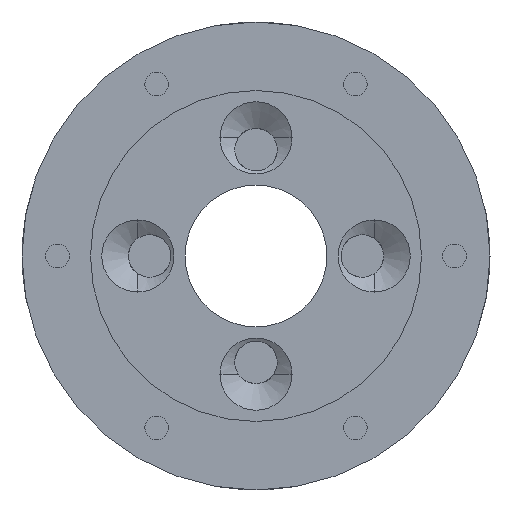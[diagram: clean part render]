
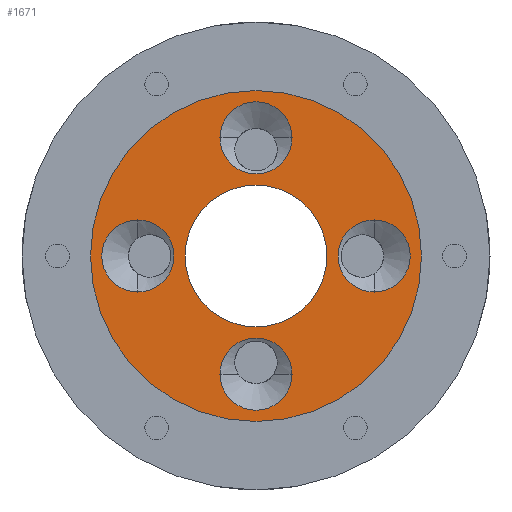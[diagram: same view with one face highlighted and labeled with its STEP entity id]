
A CAD part, left-side view. The second image highlights one B-rep face of the part: STEP entity #1671.
In plain terms, the highlighted planar face has unit normal (-1, 0, 0).
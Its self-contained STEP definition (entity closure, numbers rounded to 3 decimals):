
#32 = ORIENTED_EDGE ( 'NONE', *, *, #696, .F. ) ;
#38 = ORIENTED_EDGE ( 'NONE', *, *, #2020, .F. ) ;
#40 = PLANE ( 'NONE',  #3159 ) ;
#58 = CARTESIAN_POINT ( 'NONE',  ( 0., -7.625, -25. ) ) ;
#131 = DIRECTION ( 'NONE',  ( 0., 0., -1. ) ) ;
#166 = EDGE_LOOP ( 'NONE', ( #1778, #4301 ) ) ;
#200 = AXIS2_PLACEMENT_3D ( 'NONE', #3825, #1629, #4198 ) ;
#309 = CARTESIAN_POINT ( 'NONE',  ( 0., 0., 0. ) ) ;
#365 = CARTESIAN_POINT ( 'NONE',  ( 0., -25., 0. ) ) ;
#370 = CARTESIAN_POINT ( 'NONE',  ( 0., 0., -15. ) ) ;
#416 = EDGE_LOOP ( 'NONE', ( #2979, #1697 ) ) ;
#445 = ORIENTED_EDGE ( 'NONE', *, *, #2882, .F. ) ;
#485 = DIRECTION ( 'NONE',  ( 0., 0., 1. ) ) ;
#496 = VERTEX_POINT ( 'NONE', #3311 ) ;
#534 = DIRECTION ( 'NONE',  ( -1., 0., 0. ) ) ;
#554 = EDGE_CURVE ( 'NONE', #4231, #1789, #2173, .T. ) ;
#577 = AXIS2_PLACEMENT_3D ( 'NONE', #365, #2936, #726 ) ;
#618 = FACE_BOUND ( 'NONE', #4392, .T. ) ;
#664 = VERTEX_POINT ( 'NONE', #1163 ) ;
#676 = DIRECTION ( 'NONE',  ( 0., 0., 1. ) ) ;
#696 = EDGE_CURVE ( 'NONE', #2311, #3538, #4422, .T. ) ;
#726 = DIRECTION ( 'NONE',  ( 0., 0., -1. ) ) ;
#740 = CARTESIAN_POINT ( 'NONE',  ( 0., 25., 0. ) ) ;
#746 = CARTESIAN_POINT ( 'NONE',  ( 0., -25., -7.625 ) ) ;
#769 = EDGE_LOOP ( 'NONE', ( #38, #445 ) ) ;
#838 = ORIENTED_EDGE ( 'NONE', *, *, #2295, .F. ) ;
#992 = DIRECTION ( 'NONE',  ( -1., 0., 0. ) ) ;
#1010 = EDGE_CURVE ( 'NONE', #3457, #2886, #1314, .T. ) ;
#1094 = DIRECTION ( 'NONE',  ( 0., 0., 1. ) ) ;
#1163 = CARTESIAN_POINT ( 'NONE',  ( 0., 7.625, -25. ) ) ;
#1269 = CARTESIAN_POINT ( 'NONE',  ( 0., 0., -35. ) ) ;
#1286 = CARTESIAN_POINT ( 'NONE',  ( 0., 0., 25. ) ) ;
#1314 = CIRCLE ( 'NONE', #4117, 7.625 ) ;
#1324 = DIRECTION ( 'NONE',  ( -1., 0., 0. ) ) ;
#1462 = CIRCLE ( 'NONE', #1489, 15. ) ;
#1489 = AXIS2_PLACEMENT_3D ( 'NONE', #3220, #992, #3589 ) ;
#1504 = AXIS2_PLACEMENT_3D ( 'NONE', #1534, #1324, #3892 ) ;
#1534 = CARTESIAN_POINT ( 'NONE',  ( 0., 0., 0. ) ) ;
#1570 = EDGE_CURVE ( 'NONE', #1872, #496, #4241, .T. ) ;
#1613 = FACE_BOUND ( 'NONE', #769, .T. ) ;
#1615 = EDGE_LOOP ( 'NONE', ( #3722, #2707 ) ) ;
#1618 = CARTESIAN_POINT ( 'NONE',  ( 0., -7.625, 25. ) ) ;
#1629 = DIRECTION ( 'NONE',  ( -1., 0., 0. ) ) ;
#1660 = DIRECTION ( 'NONE',  ( 0., -1., 0. ) ) ;
#1671 = ADVANCED_FACE ( 'NONE', ( #1613, #4411, #4751, #618, #4535, #3458 ), #40, .T. ) ;
#1697 = ORIENTED_EDGE ( 'NONE', *, *, #1010, .F. ) ;
#1778 = ORIENTED_EDGE ( 'NONE', *, *, #4266, .F. ) ;
#1781 = VERTEX_POINT ( 'NONE', #1618 ) ;
#1789 = VERTEX_POINT ( 'NONE', #2678 ) ;
#1792 = AXIS2_PLACEMENT_3D ( 'NONE', #4058, #1857, #4427 ) ;
#1857 = DIRECTION ( 'NONE',  ( -1., 0., 0. ) ) ;
#1872 = VERTEX_POINT ( 'NONE', #1269 ) ;
#1985 = EDGE_CURVE ( 'NONE', #2453, #664, #4385, .T. ) ;
#2020 = EDGE_CURVE ( 'NONE', #1781, #3985, #3426, .T. ) ;
#2145 = CARTESIAN_POINT ( 'NONE',  ( 0., 0., -25. ) ) ;
#2173 = CIRCLE ( 'NONE', #3815, 7.625 ) ;
#2295 = EDGE_CURVE ( 'NONE', #3538, #2311, #1462, .T. ) ;
#2304 = CARTESIAN_POINT ( 'NONE',  ( 0., 25., 0. ) ) ;
#2309 = DIRECTION ( 'NONE',  ( -1., 0., 0. ) ) ;
#2311 = VERTEX_POINT ( 'NONE', #2863 ) ;
#2378 = EDGE_CURVE ( 'NONE', #1789, #4231, #3088, .T. ) ;
#2453 = VERTEX_POINT ( 'NONE', #58 ) ;
#2464 = ORIENTED_EDGE ( 'NONE', *, *, #2378, .F. ) ;
#2516 = DIRECTION ( 'NONE',  ( 0., 1., 0. ) ) ;
#2590 = CARTESIAN_POINT ( 'NONE',  ( 0., -35., 0. ) ) ;
#2678 = CARTESIAN_POINT ( 'NONE',  ( 0., 25., 7.625 ) ) ;
#2707 = ORIENTED_EDGE ( 'NONE', *, *, #1570, .T. ) ;
#2734 = CARTESIAN_POINT ( 'NONE',  ( 0., 0., -25. ) ) ;
#2758 = EDGE_CURVE ( 'NONE', #496, #1872, #4388, .T. ) ;
#2816 = AXIS2_PLACEMENT_3D ( 'NONE', #2734, #534, #3113 ) ;
#2863 = CARTESIAN_POINT ( 'NONE',  ( 0., 0., 15. ) ) ;
#2882 = EDGE_CURVE ( 'NONE', #3985, #1781, #2956, .T. ) ;
#2886 = VERTEX_POINT ( 'NONE', #746 ) ;
#2887 = DIRECTION ( 'NONE',  ( -1., 0., 0. ) ) ;
#2936 = DIRECTION ( 'NONE',  ( -1., 0., 0. ) ) ;
#2956 = CIRCLE ( 'NONE', #1792, 7.625 ) ;
#2971 = AXIS2_PLACEMENT_3D ( 'NONE', #740, #3327, #1094 ) ;
#2976 = DIRECTION ( 'NONE',  ( 0., 0., 1. ) ) ;
#2979 = ORIENTED_EDGE ( 'NONE', *, *, #4327, .F. ) ;
#3088 = CIRCLE ( 'NONE', #2971, 7.625 ) ;
#3113 = DIRECTION ( 'NONE',  ( 0., 1., 0. ) ) ;
#3159 = AXIS2_PLACEMENT_3D ( 'NONE', #2590, #4063, #2976 ) ;
#3220 = CARTESIAN_POINT ( 'NONE',  ( 0., 0., 0. ) ) ;
#3285 = CARTESIAN_POINT ( 'NONE',  ( 0., -25., 7.625 ) ) ;
#3311 = CARTESIAN_POINT ( 'NONE',  ( 0., 0., 35. ) ) ;
#3314 = AXIS2_PLACEMENT_3D ( 'NONE', #1286, #3854, #1660 ) ;
#3327 = DIRECTION ( 'NONE',  ( -1., 0., 0. ) ) ;
#3426 = CIRCLE ( 'NONE', #3314, 7.625 ) ;
#3457 = VERTEX_POINT ( 'NONE', #3285 ) ;
#3458 = FACE_BOUND ( 'NONE', #3959, .T. ) ;
#3486 = ORIENTED_EDGE ( 'NONE', *, *, #554, .F. ) ;
#3538 = VERTEX_POINT ( 'NONE', #370 ) ;
#3559 = CIRCLE ( 'NONE', #577, 7.625 ) ;
#3589 = DIRECTION ( 'NONE',  ( 0., 0., 1. ) ) ;
#3722 = ORIENTED_EDGE ( 'NONE', *, *, #2758, .T. ) ;
#3815 = AXIS2_PLACEMENT_3D ( 'NONE', #2304, #4510, #485 ) ;
#3825 = CARTESIAN_POINT ( 'NONE',  ( 0., 0., 0. ) ) ;
#3854 = DIRECTION ( 'NONE',  ( -1., 0., 0. ) ) ;
#3892 = DIRECTION ( 'NONE',  ( 0., 0., 1. ) ) ;
#3909 = CARTESIAN_POINT ( 'NONE',  ( 0., 7.625, 25. ) ) ;
#3959 = EDGE_LOOP ( 'NONE', ( #32, #838 ) ) ;
#3985 = VERTEX_POINT ( 'NONE', #3909 ) ;
#4058 = CARTESIAN_POINT ( 'NONE',  ( 0., 0., 25. ) ) ;
#4063 = DIRECTION ( 'NONE',  ( -1., 0., 0. ) ) ;
#4117 = AXIS2_PLACEMENT_3D ( 'NONE', #4523, #2309, #131 ) ;
#4198 = DIRECTION ( 'NONE',  ( 0., 0., 1. ) ) ;
#4231 = VERTEX_POINT ( 'NONE', #4240 ) ;
#4240 = CARTESIAN_POINT ( 'NONE',  ( 0., 25., -7.625 ) ) ;
#4241 = CIRCLE ( 'NONE', #200, 35. ) ;
#4266 = EDGE_CURVE ( 'NONE', #664, #2453, #4286, .T. ) ;
#4286 = CIRCLE ( 'NONE', #4354, 7.625 ) ;
#4301 = ORIENTED_EDGE ( 'NONE', *, *, #1985, .F. ) ;
#4327 = EDGE_CURVE ( 'NONE', #2886, #3457, #3559, .T. ) ;
#4343 = AXIS2_PLACEMENT_3D ( 'NONE', #309, #2887, #676 ) ;
#4354 = AXIS2_PLACEMENT_3D ( 'NONE', #2145, #4717, #2516 ) ;
#4385 = CIRCLE ( 'NONE', #2816, 7.625 ) ;
#4388 = CIRCLE ( 'NONE', #4343, 35. ) ;
#4392 = EDGE_LOOP ( 'NONE', ( #2464, #3486 ) ) ;
#4411 = FACE_BOUND ( 'NONE', #416, .T. ) ;
#4422 = CIRCLE ( 'NONE', #1504, 15. ) ;
#4427 = DIRECTION ( 'NONE',  ( 0., -1., 0. ) ) ;
#4510 = DIRECTION ( 'NONE',  ( -1., 0., 0. ) ) ;
#4523 = CARTESIAN_POINT ( 'NONE',  ( 0., -25., 0. ) ) ;
#4535 = FACE_OUTER_BOUND ( 'NONE', #1615, .T. ) ;
#4717 = DIRECTION ( 'NONE',  ( -1., 0., 0. ) ) ;
#4751 = FACE_BOUND ( 'NONE', #166, .T. ) ;
